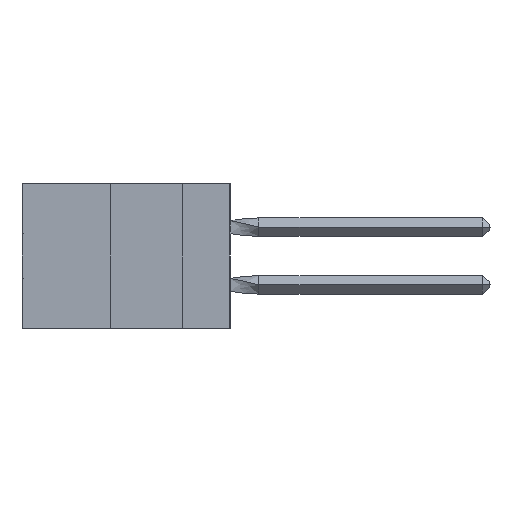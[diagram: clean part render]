
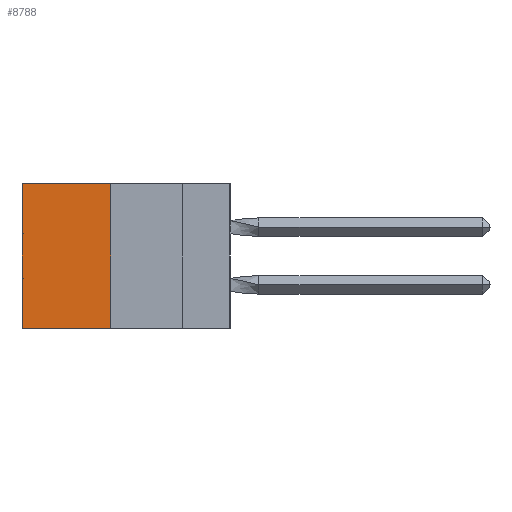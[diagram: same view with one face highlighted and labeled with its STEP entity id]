
A CAD part, left-side view. The second image highlights one B-rep face of the part: STEP entity #8788.
In plain terms, the highlighted planar face has unit normal (-1, 0, 0).
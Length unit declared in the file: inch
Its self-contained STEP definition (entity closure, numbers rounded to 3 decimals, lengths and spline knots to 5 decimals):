
#83 = CARTESIAN_POINT ( 'NONE',  ( 0.305, 0.413, -0.5 ) ) ;
#1113 = FACE_OUTER_BOUND ( 'NONE', #36503, .T. ) ;
#1786 = CARTESIAN_POINT ( 'NONE',  ( 0.305, 0.72, 0. ) ) ;
#3196 = PLANE ( 'NONE',  #41034 ) ;
#3638 = VERTEX_POINT ( 'NONE', #26097 ) ;
#5972 = LINE ( 'NONE', #34947, #19697 ) ;
#6028 = EDGE_CURVE ( 'NONE', #39607, #17238, #29280, .T. ) ;
#6319 = VECTOR ( 'NONE', #24597, 39.37008 ) ;
#8296 = DIRECTION ( 'NONE',  ( 0., 0., -1. ) ) ;
#8788 = ADVANCED_FACE ( 'NONE', ( #1113 ), #3196, .F. ) ;
#9771 = DIRECTION ( 'NONE',  ( 0., 0., -1. ) ) ;
#10052 = CARTESIAN_POINT ( 'NONE',  ( 0.305, 0.413, -0.5 ) ) ;
#10221 = CARTESIAN_POINT ( 'NONE',  ( 0.305, 0.72, -0.5 ) ) ;
#10274 = VECTOR ( 'NONE', #8296, 39.37008 ) ;
#12510 = ORIENTED_EDGE ( 'NONE', *, *, #38676, .F. ) ;
#17238 = VERTEX_POINT ( 'NONE', #10221 ) ;
#17611 = CARTESIAN_POINT ( 'NONE',  ( 0.305, 0.413, -0.5 ) ) ;
#18095 = DIRECTION ( 'NONE',  ( 0., 1., 0. ) ) ;
#19108 = ORIENTED_EDGE ( 'NONE', *, *, #40570, .T. ) ;
#19619 = ORIENTED_EDGE ( 'NONE', *, *, #6028, .T. ) ;
#19697 = VECTOR ( 'NONE', #18095, 39.37008 ) ;
#20296 = DIRECTION ( 'NONE',  ( 1., 0., 0. ) ) ;
#21581 = LINE ( 'NONE', #10052, #29019 ) ;
#21601 = ORIENTED_EDGE ( 'NONE', *, *, #33431, .F. ) ;
#23695 = CARTESIAN_POINT ( 'NONE',  ( 0.305, 0.413, 0. ) ) ;
#23968 = VERTEX_POINT ( 'NONE', #17611 ) ;
#24597 = DIRECTION ( 'NONE',  ( 0., 1., 0. ) ) ;
#26097 = CARTESIAN_POINT ( 'NONE',  ( 0.305, 0.413, 0. ) ) ;
#27065 = DIRECTION ( 'NONE',  ( 0., 0., -1. ) ) ;
#29019 = VECTOR ( 'NONE', #9771, 39.37008 ) ;
#29280 = LINE ( 'NONE', #38575, #10274 ) ;
#33431 = EDGE_CURVE ( 'NONE', #3638, #23968, #21581, .T. ) ;
#34313 = LINE ( 'NONE', #23695, #6319 ) ;
#34947 = CARTESIAN_POINT ( 'NONE',  ( 0.305, 0.413, -0.5 ) ) ;
#36503 = EDGE_LOOP ( 'NONE', ( #19619, #12510, #21601, #19108 ) ) ;
#38575 = CARTESIAN_POINT ( 'NONE',  ( 0.305, 0.72, -0.5 ) ) ;
#38676 = EDGE_CURVE ( 'NONE', #23968, #17238, #5972, .T. ) ;
#39607 = VERTEX_POINT ( 'NONE', #1786 ) ;
#40570 = EDGE_CURVE ( 'NONE', #3638, #39607, #34313, .T. ) ;
#41034 = AXIS2_PLACEMENT_3D ( 'NONE', #83, #20296, #27065 ) ;
